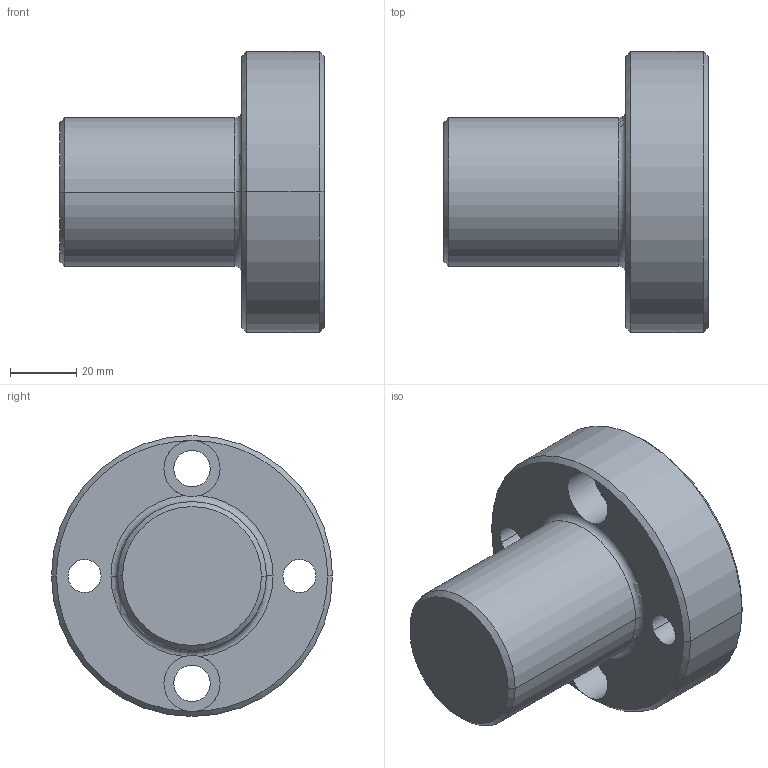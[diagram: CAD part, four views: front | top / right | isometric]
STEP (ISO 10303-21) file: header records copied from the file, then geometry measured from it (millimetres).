
FILE_DESCRIPTION(('CATIA V5 STEP Exchange'),'2;1');
FILE_NAME('SE_3.stp','2014-10-27T15:09:59+00:00',('none'),('none'),'CATIA Version 5 Release 19 SP 2 (IN-10)','CATIA V5 STEP AP203','none');
FILE_SCHEMA(('CONFIG_CONTROL_DESIGN'));
Length unit declared in the file: millimetre
Products named in the file (1): SE_3
Bounding box: 80 x 85 x 85 mm (x, y, z)
Volume: 217129.2 mm3; surface area: 28097.9 mm2
Topology: 1 solids, 1 shells, 30 faces, 76 edges, 48 vertices
Faces by surface type: cylinder 16, plane 6, cone 6, torus 2
Entity records: 888 total; most frequent: CARTESIAN_POINT 157, ORIENTED_EDGE 152, DIRECTION 112, EDGE_CURVE 76, AXIS2_PLACEMENT_3D 71, CIRCLE 50, VERTEX_POINT 48, EDGE_LOOP 38
